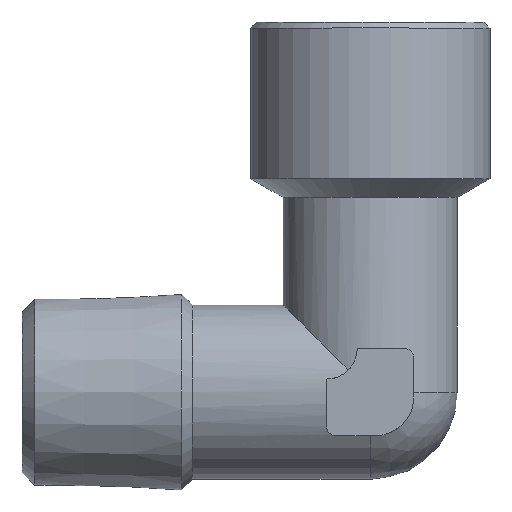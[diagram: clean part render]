
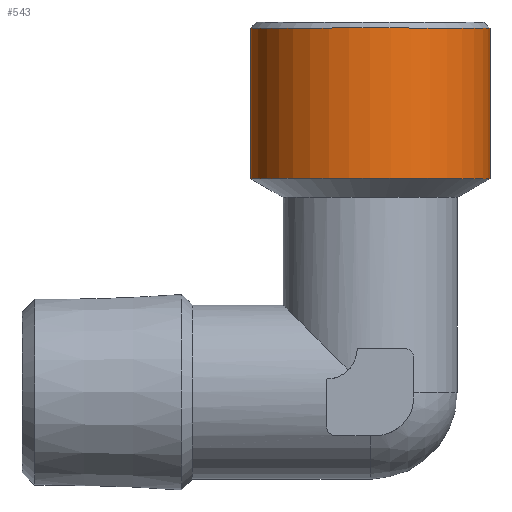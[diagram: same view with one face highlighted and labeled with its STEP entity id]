
A CAD part, top view. The second image highlights one B-rep face of the part: STEP entity #543.
In plain terms, the highlighted cylindrical face has radius 8.25 mm (diameter 16.5 mm), a full revolution.
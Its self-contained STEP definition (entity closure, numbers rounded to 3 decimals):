
#122=CIRCLE('',#608,8.25);
#123=CIRCLE('',#610,8.25);
#177=ORIENTED_EDGE('',*,*,#321,.F.);
#178=ORIENTED_EDGE('',*,*,#320,.T.);
#320=EDGE_CURVE('',#391,#391,#122,.T.);
#321=EDGE_CURVE('',#392,#392,#123,.T.);
#391=VERTEX_POINT('',#929);
#392=VERTEX_POINT('',#932);
#429=EDGE_LOOP('',(#177));
#430=EDGE_LOOP('',(#178));
#481=FACE_BOUND('',#429,.T.);
#482=FACE_BOUND('',#430,.T.);
#527=CYLINDRICAL_SURFACE('',#609,8.25);
#543=ADVANCED_FACE('',(#481,#482),#527,.T.);
#608=AXIS2_PLACEMENT_3D('',#928,#707,#708);
#609=AXIS2_PLACEMENT_3D('',#930,#709,#710);
#610=AXIS2_PLACEMENT_3D('',#931,#711,#712);
#707=DIRECTION('',(0.,1.,0.));
#708=DIRECTION('',(0.,0.,1.));
#709=DIRECTION('',(0.,1.,0.));
#710=DIRECTION('',(0.,0.,1.));
#711=DIRECTION('',(0.,1.,0.));
#712=DIRECTION('',(0.,0.,1.));
#928=CARTESIAN_POINT('',(0.,14.72,0.));
#929=CARTESIAN_POINT('',(0.,14.72,8.25));
#930=CARTESIAN_POINT('',(0.,25.5,0.));
#931=CARTESIAN_POINT('',(0.,25.088,0.));
#932=CARTESIAN_POINT('',(0.,25.088,8.25));
